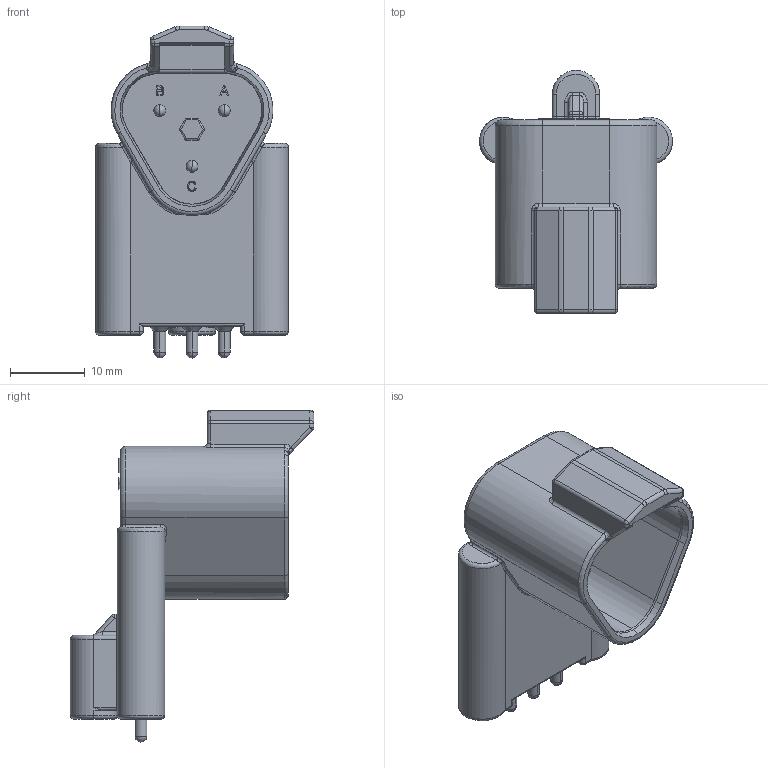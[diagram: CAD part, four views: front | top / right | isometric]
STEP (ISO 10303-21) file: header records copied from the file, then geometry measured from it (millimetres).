
FILE_DESCRIPTION((''),'2;1');
FILE_NAME('PL000697-03-SC3X-01','2019-03-27T',('brook.ding'),(''),'PRO/ENGINEER BY PARAMETRIC TECHNOLOGY CORPORATION, 2016360','PRO/ENGINEER BY PARAMETRIC TECHNOLOGY CORPORATION, 2016360','');
FILE_SCHEMA(('CONFIG_CONTROL_DESIGN'));
Length unit declared in the file: millimetre
Products named in the file (1): PL000697-03-SC3X-01
Bounding box: 25.77 x 32.51 x 44.33 mm (x, y, z)
Volume: 7234.7 mm3; surface area: 5114.4 mm2
Topology: 1 solids, 1 shells, 705 faces, 1842 edges, 1167 vertices
Faces by surface type: extrusion 253, plane 235, cylinder 112, torus 33, bspline 30, sphere 26, cone 16
Entity records: 24060 total; most frequent: CARTESIAN_POINT 7900, ORIENTED_EDGE 3652, DIRECTION 2606, EDGE_CURVE 1826, VECTOR 1202, VERTEX_POINT 1167, LINE 949, B_SPLINE_CURVE_WITH_KNOTS 850
